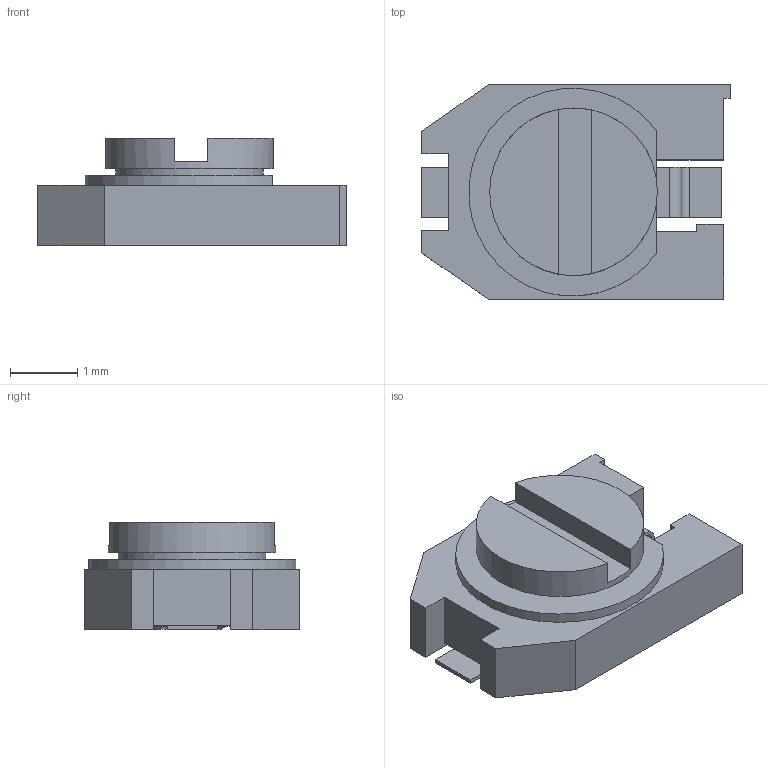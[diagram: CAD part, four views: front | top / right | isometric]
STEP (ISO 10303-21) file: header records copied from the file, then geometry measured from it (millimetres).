
FILE_DESCRIPTION(/* description */ (''),/* implementation_level */ '2;1');
FILE_NAME(/* name */ 'CAPV_MURATA_TZC3.stp',/* time_stamp */ '2016-10-11T13:54:56+02:00',/* author */ ('riccim'),/* organization */ ('SolidWorks'),/* preprocessor_version */ 'ST-DEVELOPER v15.5',/* originating_system */ 'AutoCAD Mechanical',/* authorisation */ ' ');
FILE_SCHEMA (('AUTOMOTIVE_DESIGN { 1 0 10303 214 3 1 1 }'));
Length unit declared in the file: millimetre
Products named in the file (1): Product
Bounding box: 4.6 x 3.2 x 1.6 mm (x, y, z)
Volume: 13.7 mm3; surface area: 92.4 mm2
Topology: 8 solids, 8 shells, 72 faces, 166 edges, 109 vertices
Faces by surface type: plane 54, cylinder 13, torus 5
Full cylindrical faces by diameter (mm): 0.25 x2, 1 x1, 2.2 x1, 2.5 x2
Entity records: 2033 total; most frequent: CARTESIAN_POINT 354, DIRECTION 336, ORIENTED_EDGE 310, EDGE_CURVE 155, LINE 116, VECTOR 116, AXIS2_PLACEMENT_3D 110, VERTEX_POINT 108
